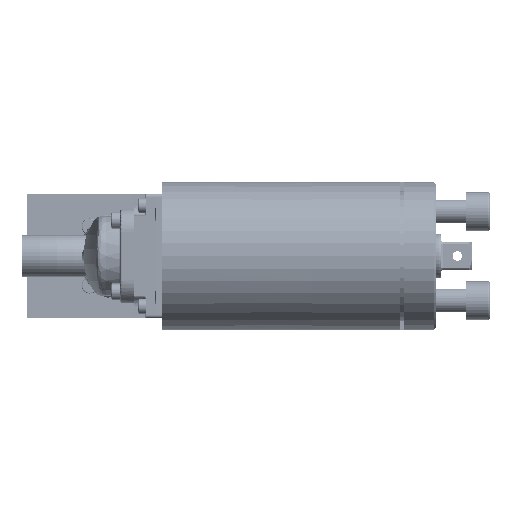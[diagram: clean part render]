
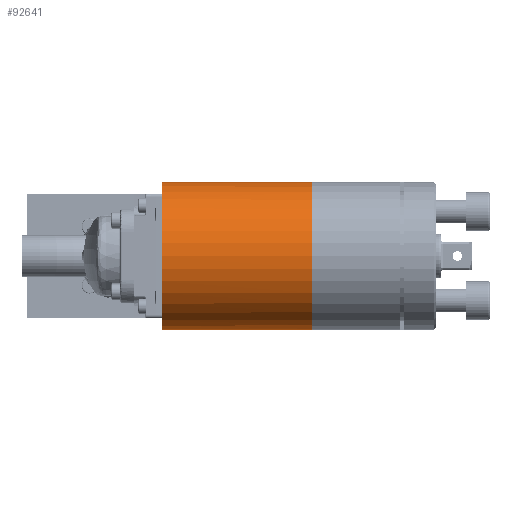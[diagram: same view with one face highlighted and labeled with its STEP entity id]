
A CAD part, left-side view. The second image highlights one B-rep face of the part: STEP entity #92641.
In plain terms, the highlighted cylindrical face has radius 25 mm (diameter 50 mm), a partial arc.
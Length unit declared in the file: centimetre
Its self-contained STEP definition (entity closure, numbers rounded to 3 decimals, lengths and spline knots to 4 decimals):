
#1574=CYLINDRICAL_SURFACE('',#98577,2.5);
#3257=LINE('',#140820,#10715);
#3266=LINE('',#140840,#10724);
#10715=VECTOR('',#109888,5.05);
#10724=VECTOR('',#109907,5.05);
#21440=FACE_OUTER_BOUND('',#26577,.T.);
#26577=EDGE_LOOP('',(#64324,#64325,#64326,#64327,#64328,#64329));
#31814=CIRCLE('',#97918,2.5);
#32155=CIRCLE('',#98578,2.5);
#35456=B_SPLINE_CURVE_WITH_KNOTS('',3,(#140813,#140814,#140815,#140816,
#140817,#140818),.UNSPECIFIED.,.F.,.F.,(4,1,1,4),(0.0012,0.3333,
0.6667,1.),.UNSPECIFIED.);
#35457=B_SPLINE_CURVE_WITH_KNOTS('',3,(#140841,#140842,#140843,#140844,
#140845,#140846),.UNSPECIFIED.,.F.,.F.,(4,1,1,4),(0.,0.3333,0.6667,
0.9995),.UNSPECIFIED.);
#38094=VERTEX_POINT('',#138681);
#38095=VERTEX_POINT('',#138682);
#38590=VERTEX_POINT('',#140812);
#38591=VERTEX_POINT('',#140819);
#38596=VERTEX_POINT('',#140837);
#38597=VERTEX_POINT('',#140839);
#47767=EDGE_CURVE('',#38094,#38095,#31814,.T.);
#48500=EDGE_CURVE('',#38095,#38590,#35456,.T.);
#48501=EDGE_CURVE('',#38591,#38590,#3257,.T.);
#48511=EDGE_CURVE('',#38596,#38597,#3266,.T.);
#48512=EDGE_CURVE('',#38597,#38094,#35457,.T.);
#48513=EDGE_CURVE('',#38596,#38591,#32155,.T.);
#64324=ORIENTED_EDGE('',*,*,#48513,.T.);
#64325=ORIENTED_EDGE('',*,*,#48501,.T.);
#64326=ORIENTED_EDGE('',*,*,#48500,.F.);
#64327=ORIENTED_EDGE('',*,*,#47767,.F.);
#64328=ORIENTED_EDGE('',*,*,#48512,.F.);
#64329=ORIENTED_EDGE('',*,*,#48511,.F.);
#92641=ADVANCED_FACE('',(#21440),#1574,.T.);
#97918=AXIS2_PLACEMENT_3D('',#138683,#108249,#108250);
#98577=AXIS2_PLACEMENT_3D('',#140847,#109908,#109909);
#98578=AXIS2_PLACEMENT_3D('',#140848,#109910,#109911);
#108249=DIRECTION('center_axis',(0.,-1.,0.));
#108250=DIRECTION('ref_axis',(-0.02,0.,
1.));
#109888=DIRECTION('',(0.,-1.,0.));
#109907=DIRECTION('',(0.,-1.,0.));
#109908=DIRECTION('center_axis',(0.,1.,0.));
#109909=DIRECTION('ref_axis',(0.,0.,
1.));
#109910=DIRECTION('center_axis',(0.,-1.,0.));
#109911=DIRECTION('ref_axis',(0.,0.,
1.));
#138681=CARTESIAN_POINT('',(-8.6999,-2.5,2.4998));
#138682=CARTESIAN_POINT('',(-8.6998,-2.5,-2.4998));
#138683=CARTESIAN_POINT('Origin',(-8.65,-2.5,0.));
#140812=CARTESIAN_POINT('',(-8.65,-2.5,-2.5));
#140813=CARTESIAN_POINT('Ctrl Pts',(-8.6998,-2.5,-2.4998));
#140814=CARTESIAN_POINT('Ctrl Pts',(-8.6942,-2.5,-2.4998));
#140815=CARTESIAN_POINT('Ctrl Pts',(-8.6833,-2.5,-2.5001));
#140816=CARTESIAN_POINT('Ctrl Pts',(-8.6667,-2.5,-2.5));
#140817=CARTESIAN_POINT('Ctrl Pts',(-8.6556,-2.5,-2.5));
#140818=CARTESIAN_POINT('Ctrl Pts',(-8.65,-2.5,-2.5));
#140819=CARTESIAN_POINT('',(-8.65,2.55,-2.5));
#140820=CARTESIAN_POINT('',(-8.65,2.55,-2.5));
#140837=CARTESIAN_POINT('',(-8.65,2.55,2.5));
#140839=CARTESIAN_POINT('',(-8.65,-2.5,2.5));
#140840=CARTESIAN_POINT('',(-8.65,2.55,2.5));
#140841=CARTESIAN_POINT('Ctrl Pts',(-8.65,-2.5,2.5));
#140842=CARTESIAN_POINT('Ctrl Pts',(-8.6556,-2.5,2.5));
#140843=CARTESIAN_POINT('Ctrl Pts',(-8.6667,-2.5,2.5));
#140844=CARTESIAN_POINT('Ctrl Pts',(-8.6833,-2.5,2.5001));
#140845=CARTESIAN_POINT('Ctrl Pts',(-8.6944,-2.5,2.4998));
#140846=CARTESIAN_POINT('Ctrl Pts',(-8.6999,-2.5,2.4998));
#140847=CARTESIAN_POINT('Origin',(-8.65,2.55,0.));
#140848=CARTESIAN_POINT('Origin',(-8.65,2.55,0.));
